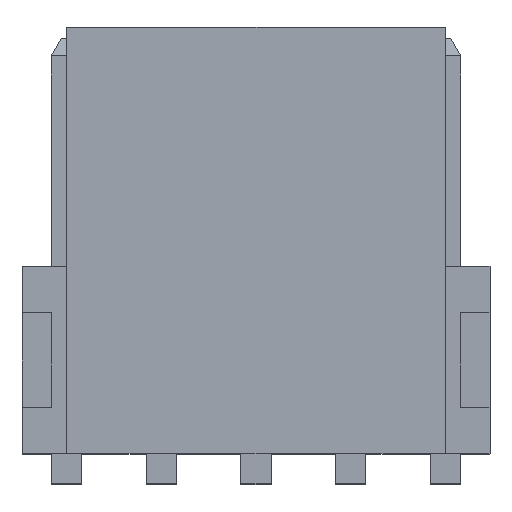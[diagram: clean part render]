
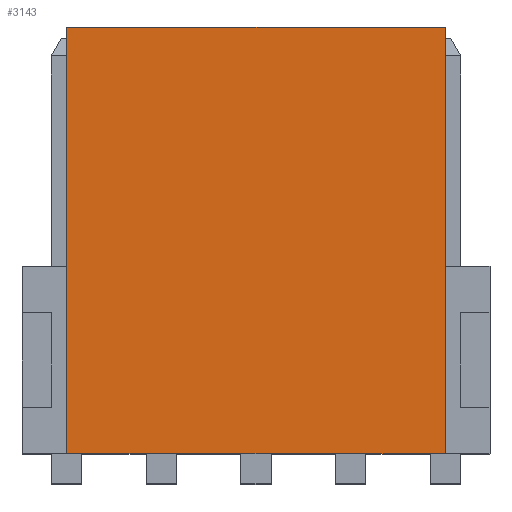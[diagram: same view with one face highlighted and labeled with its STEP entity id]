
A CAD part, top view. The second image highlights one B-rep face of the part: STEP entity #3143.
In plain terms, the highlighted planar face has unit normal (0, 0, 1).
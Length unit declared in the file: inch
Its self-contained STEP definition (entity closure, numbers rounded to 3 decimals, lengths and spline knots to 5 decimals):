
#167 = CARTESIAN_POINT ( 'NONE',  ( -0.058, 0., 0.1 ) ) ;
#350 = VERTEX_POINT ( 'NONE', #4699 ) ;
#388 = LINE ( 'NONE', #2085, #5616 ) ;
#421 = LINE ( 'NONE', #4778, #4487 ) ;
#484 = AXIS2_PLACEMENT_3D ( 'NONE', #2670, #1480, #2090 ) ;
#492 = DIRECTION ( 'NONE',  ( -1., 0., 0. ) ) ;
#571 = LINE ( 'NONE', #5976, #4473 ) ;
#582 = CARTESIAN_POINT ( 'NONE',  ( -0.1, 0.225, 0.1 ) ) ;
#752 = LINE ( 'NONE', #2590, #2602 ) ;
#771 = EDGE_CURVE ( 'NONE', #5489, #350, #5979, .T. ) ;
#820 = ORIENTED_EDGE ( 'NONE', *, *, #1283, .F. ) ;
#920 = DIRECTION ( 'NONE',  ( -1., 0., 0. ) ) ;
#922 = PLANE ( 'NONE',  #484 ) ;
#931 = VECTOR ( 'NONE', #1552, 39.37008 ) ;
#951 = CARTESIAN_POINT ( 'NONE',  ( -0.1, 0., 0.1 ) ) ;
#985 = VECTOR ( 'NONE', #4023, 39.37008 ) ;
#1174 = VECTOR ( 'NONE', #4139, 39.37008 ) ;
#1232 = CARTESIAN_POINT ( 'NONE',  ( -0.1, 0.225, 0.1 ) ) ;
#1283 = EDGE_CURVE ( 'NONE', #5397, #3646, #4194, .T. ) ;
#1475 = DIRECTION ( 'NONE',  ( -1., 0., 0. ) ) ;
#1480 = DIRECTION ( 'NONE',  ( 0., 0., 1. ) ) ;
#1502 = DIRECTION ( 'NONE',  ( -1., 0., 0. ) ) ;
#1552 = DIRECTION ( 'NONE',  ( -1., 0., 0. ) ) ;
#1818 = EDGE_CURVE ( 'NONE', #4456, #6844, #4072, .T. ) ;
#1902 = CARTESIAN_POINT ( 'NONE',  ( -0.1, 0., 0.1 ) ) ;
#1952 = DIRECTION ( 'NONE',  ( -1., 0., 0. ) ) ;
#1999 = CARTESIAN_POINT ( 'NONE',  ( -0.042, 0., 0.1 ) ) ;
#2085 = CARTESIAN_POINT ( 'NONE',  ( -0.1, 0., 0.1 ) ) ;
#2090 = DIRECTION ( 'NONE',  ( 1., 0., 0. ) ) ;
#2093 = CARTESIAN_POINT ( 'NONE',  ( -0.1, 0., 0.1 ) ) ;
#2312 = LINE ( 'NONE', #5094, #4879 ) ;
#2405 = EDGE_CURVE ( 'NONE', #3744, #3704, #388, .T. ) ;
#2408 = EDGE_CURVE ( 'NONE', #2994, #4456, #752, .T. ) ;
#2414 = CARTESIAN_POINT ( 'NONE',  ( -0.092, 0., 0.1 ) ) ;
#2463 = CARTESIAN_POINT ( 'NONE',  ( 0.1, 0.225, 0.1 ) ) ;
#2540 = CARTESIAN_POINT ( 'NONE',  ( 0.1, 0.225, 0.1 ) ) ;
#2554 = EDGE_CURVE ( 'NONE', #2813, #3744, #4810, .T. ) ;
#2590 = CARTESIAN_POINT ( 'NONE',  ( -0.1, 0.225, 0.1 ) ) ;
#2602 = VECTOR ( 'NONE', #4318, 39.37008 ) ;
#2606 = EDGE_CURVE ( 'NONE', #2994, #3573, #5685, .T. ) ;
#2670 = CARTESIAN_POINT ( 'NONE',  ( -0.1, 0.225, 0.1 ) ) ;
#2795 = EDGE_CURVE ( 'NONE', #3573, #2813, #2312, .T. ) ;
#2813 = VERTEX_POINT ( 'NONE', #6259 ) ;
#2925 = ORIENTED_EDGE ( 'NONE', *, *, #2606, .F. ) ;
#2986 = ORIENTED_EDGE ( 'NONE', *, *, #4936, .F. ) ;
#2994 = VERTEX_POINT ( 'NONE', #2463 ) ;
#3066 = CARTESIAN_POINT ( 'NONE',  ( 0.042, 0., 0.1 ) ) ;
#3143 = ADVANCED_FACE ( 'NONE', ( #4873 ), #922, .T. ) ;
#3267 = ORIENTED_EDGE ( 'NONE', *, *, #2554, .F. ) ;
#3533 = VECTOR ( 'NONE', #6292, 39.37008 ) ;
#3546 = VECTOR ( 'NONE', #1952, 39.37008 ) ;
#3573 = VERTEX_POINT ( 'NONE', #6885 ) ;
#3646 = VERTEX_POINT ( 'NONE', #167 ) ;
#3663 = CARTESIAN_POINT ( 'NONE',  ( 0.008, 0., 0.1 ) ) ;
#3684 = CARTESIAN_POINT ( 'NONE',  ( 0.058, 0., 0.1 ) ) ;
#3685 = EDGE_CURVE ( 'NONE', #3646, #6447, #421, .T. ) ;
#3704 = VERTEX_POINT ( 'NONE', #3066 ) ;
#3744 = VERTEX_POINT ( 'NONE', #3684 ) ;
#3952 = CARTESIAN_POINT ( 'NONE',  ( -0.1, 0., 0.1 ) ) ;
#4023 = DIRECTION ( 'NONE',  ( -1., 0., 0. ) ) ;
#4057 = ORIENTED_EDGE ( 'NONE', *, *, #2408, .T. ) ;
#4072 = LINE ( 'NONE', #582, #3533 ) ;
#4139 = DIRECTION ( 'NONE',  ( 0., -1., 0. ) ) ;
#4194 = LINE ( 'NONE', #951, #6472 ) ;
#4318 = DIRECTION ( 'NONE',  ( -1., 0., 0. ) ) ;
#4456 = VERTEX_POINT ( 'NONE', #1232 ) ;
#4473 = VECTOR ( 'NONE', #920, 39.37008 ) ;
#4487 = VECTOR ( 'NONE', #4664, 39.37008 ) ;
#4491 = LINE ( 'NONE', #3952, #985 ) ;
#4540 = DIRECTION ( 'NONE',  ( -1., 0., 0. ) ) ;
#4582 = ORIENTED_EDGE ( 'NONE', *, *, #771, .F. ) ;
#4664 = DIRECTION ( 'NONE',  ( -1., 0., 0. ) ) ;
#4699 = CARTESIAN_POINT ( 'NONE',  ( -0.008, 0., 0.1 ) ) ;
#4705 = EDGE_CURVE ( 'NONE', #3704, #5489, #571, .T. ) ;
#4778 = CARTESIAN_POINT ( 'NONE',  ( -0.1, 0., 0.1 ) ) ;
#4781 = ORIENTED_EDGE ( 'NONE', *, *, #2405, .F. ) ;
#4810 = LINE ( 'NONE', #1902, #3546 ) ;
#4873 = FACE_OUTER_BOUND ( 'NONE', #5115, .T. ) ;
#4879 = VECTOR ( 'NONE', #4540, 39.37008 ) ;
#4936 = EDGE_CURVE ( 'NONE', #350, #5397, #4491, .T. ) ;
#5087 = CARTESIAN_POINT ( 'NONE',  ( -0.1, 0., 0.1 ) ) ;
#5094 = CARTESIAN_POINT ( 'NONE',  ( -0.1, 0., 0.1 ) ) ;
#5115 = EDGE_LOOP ( 'NONE', ( #6923, #2925, #4057, #6096, #6245, #5743, #820, #2986, #4582, #6002, #4781, #3267 ) ) ;
#5397 = VERTEX_POINT ( 'NONE', #1999 ) ;
#5489 = VERTEX_POINT ( 'NONE', #3663 ) ;
#5616 = VECTOR ( 'NONE', #1475, 39.37008 ) ;
#5685 = LINE ( 'NONE', #2540, #1174 ) ;
#5743 = ORIENTED_EDGE ( 'NONE', *, *, #3685, .F. ) ;
#5787 = LINE ( 'NONE', #2093, #931 ) ;
#5888 = VECTOR ( 'NONE', #492, 39.37008 ) ;
#5976 = CARTESIAN_POINT ( 'NONE',  ( -0.1, 0., 0.1 ) ) ;
#5979 = LINE ( 'NONE', #6664, #5888 ) ;
#6002 = ORIENTED_EDGE ( 'NONE', *, *, #4705, .F. ) ;
#6096 = ORIENTED_EDGE ( 'NONE', *, *, #1818, .T. ) ;
#6180 = EDGE_CURVE ( 'NONE', #6447, #6844, #5787, .T. ) ;
#6245 = ORIENTED_EDGE ( 'NONE', *, *, #6180, .F. ) ;
#6259 = CARTESIAN_POINT ( 'NONE',  ( 0.092, 0., 0.1 ) ) ;
#6292 = DIRECTION ( 'NONE',  ( 0., -1., 0. ) ) ;
#6447 = VERTEX_POINT ( 'NONE', #2414 ) ;
#6472 = VECTOR ( 'NONE', #1502, 39.37008 ) ;
#6664 = CARTESIAN_POINT ( 'NONE',  ( -0.1, 0., 0.1 ) ) ;
#6844 = VERTEX_POINT ( 'NONE', #5087 ) ;
#6885 = CARTESIAN_POINT ( 'NONE',  ( 0.1, 0., 0.1 ) ) ;
#6923 = ORIENTED_EDGE ( 'NONE', *, *, #2795, .F. ) ;
